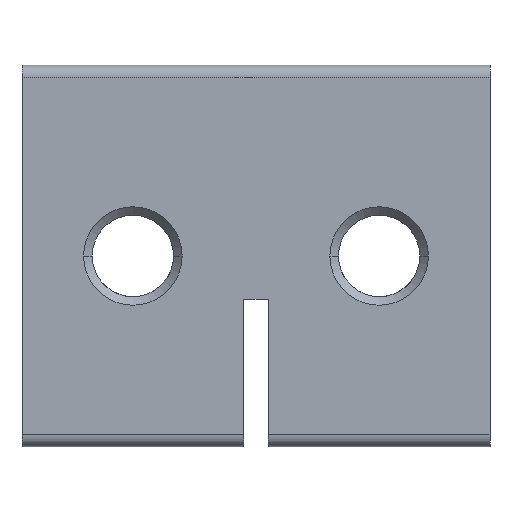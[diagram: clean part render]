
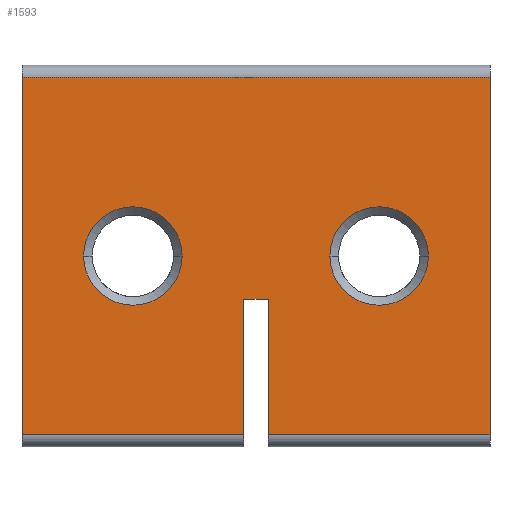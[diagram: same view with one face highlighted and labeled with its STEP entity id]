
A CAD part, front view. The second image highlights one B-rep face of the part: STEP entity #1593.
In plain terms, the highlighted planar face has unit normal (0, -1, 0).
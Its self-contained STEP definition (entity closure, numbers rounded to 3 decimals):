
#65=DIRECTION('',(0.,0.,-1.));
#66=VECTOR('',#65,14.5);
#67=CARTESIAN_POINT('',(-9.5,-13.,7.25));
#68=LINE('',#67,#66);
#243=DIRECTION('',(0.,0.,-1.));
#244=VECTOR('',#243,14.5);
#245=CARTESIAN_POINT('',(9.5,-13.,7.25));
#246=LINE('',#245,#244);
#335=DIRECTION('',(0.,0.,1.));
#336=VECTOR('',#335,5.5);
#337=CARTESIAN_POINT('',(0.5,-13.,-7.25));
#338=LINE('',#337,#336);
#339=DIRECTION('',(-1.,0.,0.));
#340=VECTOR('',#339,1.);
#341=CARTESIAN_POINT('',(0.5,-13.,-1.75));
#342=LINE('',#341,#340);
#343=DIRECTION('',(0.,0.,1.));
#344=VECTOR('',#343,5.5);
#345=CARTESIAN_POINT('',(-0.5,-13.,-7.25));
#346=LINE('',#345,#344);
#347=CARTESIAN_POINT('',(-5.,-13.,0.));
#348=DIRECTION('',(0.,-1.,0.));
#349=DIRECTION('',(1.,0.,0.));
#350=AXIS2_PLACEMENT_3D('',#347,#348,#349);
#357=CARTESIAN_POINT('',(-5.,-13.,0.));
#358=DIRECTION('',(0.,-1.,0.));
#359=DIRECTION('',(-1.,0.,0.));
#360=AXIS2_PLACEMENT_3D('',#357,#358,#359);
#383=CARTESIAN_POINT('',(5.,-13.,0.));
#384=DIRECTION('',(0.,-1.,0.));
#385=DIRECTION('',(1.,0.,0.));
#386=AXIS2_PLACEMENT_3D('',#383,#384,#385);
#393=CARTESIAN_POINT('',(5.,-13.,0.));
#394=DIRECTION('',(0.,-1.,0.));
#395=DIRECTION('',(-1.,0.,0.));
#396=AXIS2_PLACEMENT_3D('',#393,#394,#395);
#783=DIRECTION('',(-1.,0.,0.));
#784=VECTOR('',#783,19.);
#785=CARTESIAN_POINT('',(9.5,-13.,7.25));
#786=LINE('',#785,#784);
#969=DIRECTION('',(-1.,0.,0.));
#970=VECTOR('',#969,9.);
#971=CARTESIAN_POINT('',(9.5,-13.,-7.25));
#972=LINE('',#971,#970);
#991=DIRECTION('',(-1.,0.,0.));
#992=VECTOR('',#991,9.);
#993=CARTESIAN_POINT('',(-0.5,-13.,-7.25));
#994=LINE('',#993,#992);
#1051=CARTESIAN_POINT('',(9.5,-13.,7.25));
#1052=CARTESIAN_POINT('',(-9.5,-13.,7.25));
#1053=VERTEX_POINT('',#1051);
#1054=VERTEX_POINT('',#1052);
#1060=CARTESIAN_POINT('',(-9.5,-13.,-7.25));
#1062=VERTEX_POINT('',#1060);
#1063=CARTESIAN_POINT('',(9.5,-13.,-7.25));
#1065=VERTEX_POINT('',#1063);
#1130=CARTESIAN_POINT('',(-3.,-13.,0.));
#1131=CARTESIAN_POINT('',(-7.,-13.,0.));
#1132=VERTEX_POINT('',#1130);
#1133=VERTEX_POINT('',#1131);
#1138=CARTESIAN_POINT('',(7.,-13.,0.));
#1139=CARTESIAN_POINT('',(3.,-13.,0.));
#1140=VERTEX_POINT('',#1138);
#1141=VERTEX_POINT('',#1139);
#1174=CARTESIAN_POINT('',(0.5,-13.,-7.25));
#1175=CARTESIAN_POINT('',(0.5,-13.,-1.75));
#1176=VERTEX_POINT('',#1174);
#1177=VERTEX_POINT('',#1175);
#1178=CARTESIAN_POINT('',(-0.5,-13.,-1.75));
#1179=VERTEX_POINT('',#1178);
#1180=CARTESIAN_POINT('',(-0.5,-13.,-7.25));
#1181=VERTEX_POINT('',#1180);
#1561=CARTESIAN_POINT('',(-9.5,-13.,7.75));
#1562=DIRECTION('',(0.,-1.,0.));
#1563=DIRECTION('',(0.,0.,-1.));
#1564=AXIS2_PLACEMENT_3D('',#1561,#1562,#1563);
#1565=PLANE('',#1564);
#1566=ORIENTED_EDGE('',*,*,#1520,.T.);
#1568=ORIENTED_EDGE('',*,*,#1567,.T.);
#1570=ORIENTED_EDGE('',*,*,#1569,.F.);
#1572=ORIENTED_EDGE('',*,*,#1571,.T.);
#1573=ORIENTED_EDGE('',*,*,#1269,.F.);
#1575=ORIENTED_EDGE('',*,*,#1574,.F.);
#1576=ORIENTED_EDGE('',*,*,#1446,.T.);
#1578=ORIENTED_EDGE('',*,*,#1577,.T.);
#1579=EDGE_LOOP('',(#1566,#1568,#1570,#1572,#1573,#1575,#1576,#1578));
#1580=FACE_OUTER_BOUND('',#1579,.F.);
#1582=ORIENTED_EDGE('',*,*,#1581,.T.);
#1584=ORIENTED_EDGE('',*,*,#1583,.T.);
#1585=EDGE_LOOP('',(#1582,#1584));
#1586=FACE_BOUND('',#1585,.F.);
#1588=ORIENTED_EDGE('',*,*,#1587,.T.);
#1590=ORIENTED_EDGE('',*,*,#1589,.T.);
#1591=EDGE_LOOP('',(#1588,#1590));
#1592=FACE_BOUND('',#1591,.F.);
#1593=ADVANCED_FACE('',(#1580,#1586,#1592),#1565,.T.);
#351=CIRCLE('',#350,2.);
#361=CIRCLE('',#360,2.);
#387=CIRCLE('',#386,2.);
#397=CIRCLE('',#396,2.);
#1269=EDGE_CURVE('',#1054,#1062,#68,.T.);
#1446=EDGE_CURVE('',#1053,#1065,#246,.T.);
#1520=EDGE_CURVE('',#1176,#1177,#338,.T.);
#1567=EDGE_CURVE('',#1177,#1179,#342,.T.);
#1569=EDGE_CURVE('',#1181,#1179,#346,.T.);
#1571=EDGE_CURVE('',#1181,#1062,#994,.T.);
#1574=EDGE_CURVE('',#1053,#1054,#786,.T.);
#1577=EDGE_CURVE('',#1065,#1176,#972,.T.);
#1581=EDGE_CURVE('',#1140,#1141,#387,.T.);
#1583=EDGE_CURVE('',#1141,#1140,#397,.T.);
#1587=EDGE_CURVE('',#1132,#1133,#351,.T.);
#1589=EDGE_CURVE('',#1133,#1132,#361,.T.);
